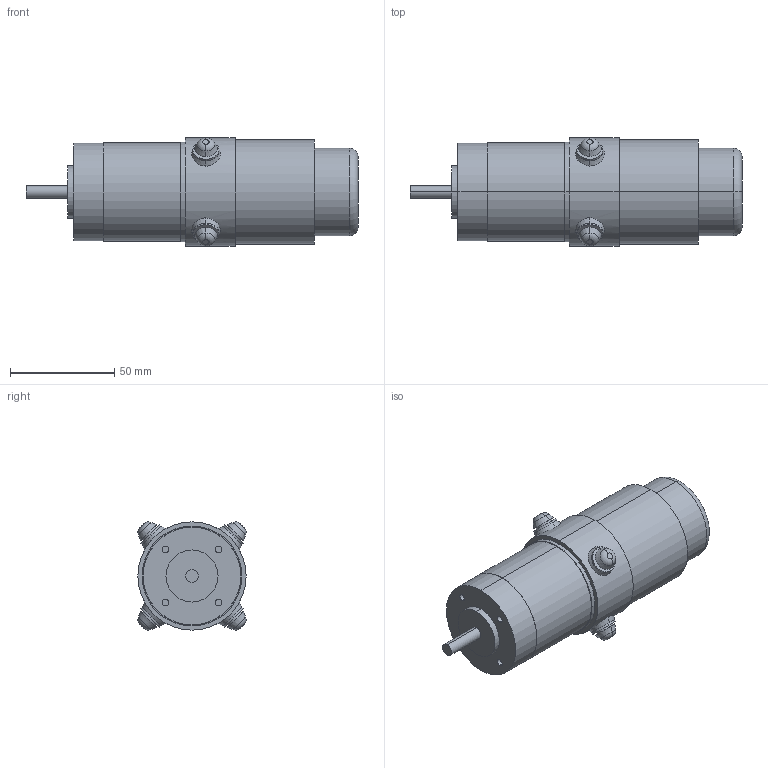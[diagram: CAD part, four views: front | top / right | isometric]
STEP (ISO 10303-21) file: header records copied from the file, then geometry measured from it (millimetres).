
FILE_DESCRIPTION (( 'STEP AP203' ), '1' );
FILE_NAME ('Moteur Parvex RS220F_Défaut_sldprt.STEP', '2017-12-12T20:32:19', ( '' ), ( '' ), 'SwSTEP 2.0', 'SolidWorks 2016', '' );
FILE_SCHEMA (( 'CONFIG_CONTROL_DESIGN' ));
Length unit declared in the file: millimetre
Products named in the file (1): Moteur Parvex RS220F_Défaut_sldprt
Bounding box: 159.4 x 52 x 52 mm (x, y, z)
Volume: 81966.6 mm3; surface area: 45657.1 mm2
Topology: 1 solids, 1 shells, 94 faces, 192 edges, 122 vertices
Faces by surface type: cylinder 44, plane 24, cone 16, torus 10
Entity records: 2933 total; most frequent: CARTESIAN_POINT 753, DIRECTION 498, ORIENTED_EDGE 384, AXIS2_PLACEMENT_3D 219, EDGE_CURVE 192, CIRCLE 124, EDGE_LOOP 122, VERTEX_POINT 122
